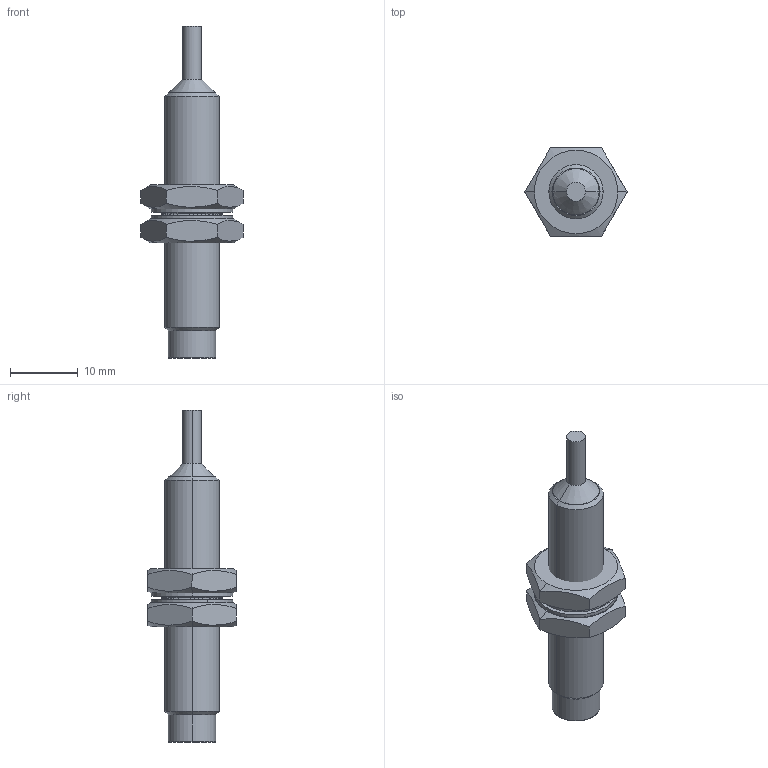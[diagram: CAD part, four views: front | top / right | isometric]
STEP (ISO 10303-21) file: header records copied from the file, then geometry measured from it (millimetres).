
FILE_DESCRIPTION (( 'STEP AP214' ), '1' );
FILE_NAME ('M8-短型非埋入式.STEP', '2015-09-23T08:41:25', ( '' ), ( '' ), 'SwSTEP 2.0', 'SolidWorks 2013', '' );
FILE_SCHEMA (( 'AUTOMOTIVE_DESIGN' ));
Length unit declared in the file: millimetre
Products named in the file (1): M8-短型非埋入式
Bounding box: 15.01 x 13 x 48.86 mm (x, y, z)
Volume: 2763.2 mm3; surface area: 2423.4 mm2
Topology: 5 solids, 5 shells, 645 faces, 1832 edges, 1198 vertices
Faces by surface type: plane 473, cylinder 116, cone 54, torus 2
Entity records: 21078 total; most frequent: CARTESIAN_POINT 3924, ORIENTED_EDGE 3664, DIRECTION 3376, EDGE_CURVE 1832, LINE 1532, VECTOR 1532, VERTEX_POINT 1198, AXIS2_PLACEMENT_3D 922
